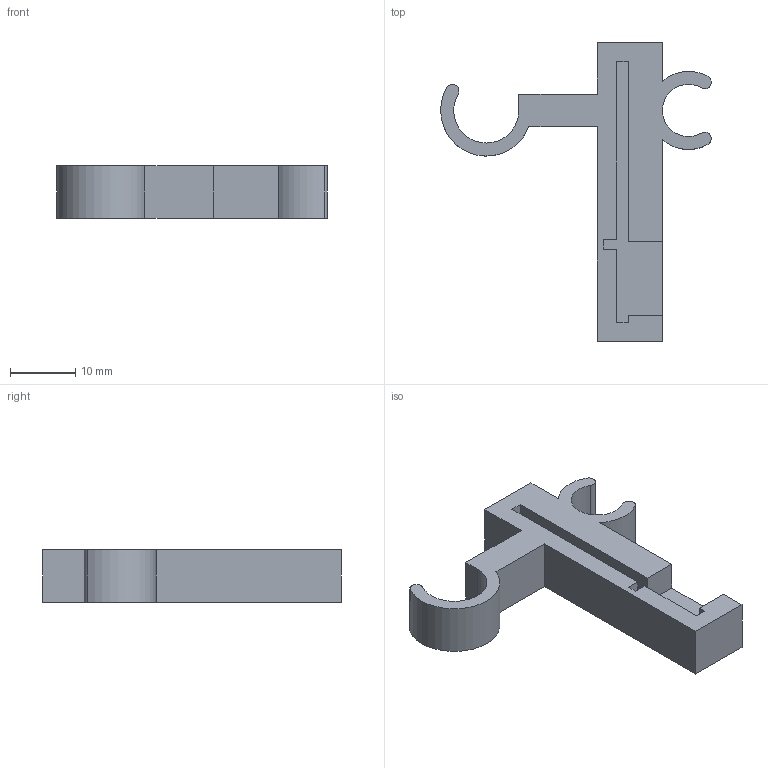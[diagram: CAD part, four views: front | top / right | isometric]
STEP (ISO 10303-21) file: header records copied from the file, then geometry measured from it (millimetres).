
FILE_DESCRIPTION(('FreeCAD Model'),'2;1');
FILE_NAME( 'EndStopY.step', '2017-08-31T21:24:35',('Author'),(''), 'Open CASCADE STEP processor 6.8','FreeCAD','Unknown');
FILE_SCHEMA(('AUTOMOTIVE_DESIGN_CC2 { 1 2 10303 214 -1 1 5 4 }'));
Length unit declared in the file: millimetre
Products named in the file (2): ASSEMBLY; Endstop_Y
Assembly tree (1 placements, depth 2):
  ASSEMBLY
    Endstop_Y
Bounding box: 41.5 x 45.75 x 8 mm (x, y, z)
Volume: 4133.8 mm3; surface area: 3163 mm2
Topology: 1 solids, 1 shells, 31 faces, 89 edges, 60 vertices
Faces by surface type: plane 23, cylinder 8
Entity records: 1056 total; most frequent: CARTESIAN_POINT 182, ORIENTED_EDGE 178, DIRECTION 173, EDGE_CURVE 89, LINE 71, VECTOR 71, VERTEX_POINT 60, AXIS2_PLACEMENT_3D 51
